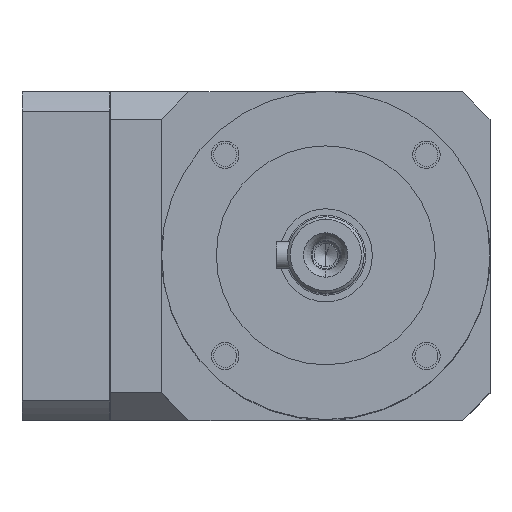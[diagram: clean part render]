
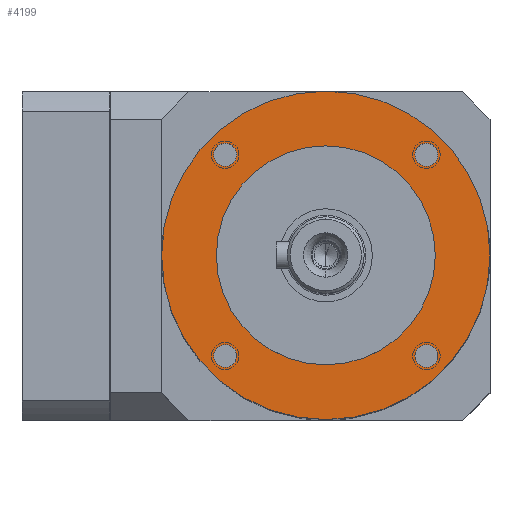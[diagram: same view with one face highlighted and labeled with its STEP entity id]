
A CAD part, top view. The second image highlights one B-rep face of the part: STEP entity #4199.
In plain terms, the highlighted planar face has unit normal (0, 0, 1).
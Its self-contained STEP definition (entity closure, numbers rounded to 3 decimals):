
#181=CARTESIAN_POINT('',(55.5,0.,107.));
#182=DIRECTION('',(0.,0.,1.));
#183=DIRECTION('',(0.,-1.,0.));
#184=AXIS2_PLACEMENT_3D('',#181,#182,#183);
#191=CARTESIAN_POINT('',(73.885,18.385,107.));
#192=DIRECTION('',(0.,0.,-1.));
#193=DIRECTION('',(0.,1.,0.));
#194=AXIS2_PLACEMENT_3D('',#191,#192,#193);
#196=CARTESIAN_POINT('',(73.885,18.385,107.));
#197=DIRECTION('',(0.,0.,-1.));
#198=DIRECTION('',(0.,-1.,0.));
#199=AXIS2_PLACEMENT_3D('',#196,#197,#198);
#201=CARTESIAN_POINT('',(73.885,-18.385,107.));
#202=DIRECTION('',(0.,0.,-1.));
#203=DIRECTION('',(1.,0.,0.));
#204=AXIS2_PLACEMENT_3D('',#201,#202,#203);
#206=CARTESIAN_POINT('',(73.885,-18.385,107.));
#207=DIRECTION('',(0.,0.,-1.));
#208=DIRECTION('',(-1.,0.,0.));
#209=AXIS2_PLACEMENT_3D('',#206,#207,#208);
#211=CARTESIAN_POINT('',(37.115,-18.385,107.));
#212=DIRECTION('',(0.,0.,-1.));
#213=DIRECTION('',(0.,-1.,0.));
#214=AXIS2_PLACEMENT_3D('',#211,#212,#213);
#216=CARTESIAN_POINT('',(37.115,-18.385,107.));
#217=DIRECTION('',(0.,0.,-1.));
#218=DIRECTION('',(0.,1.,0.));
#219=AXIS2_PLACEMENT_3D('',#216,#217,#218);
#221=CARTESIAN_POINT('',(37.115,18.385,107.));
#222=DIRECTION('',(0.,0.,-1.));
#223=DIRECTION('',(-1.,0.,0.));
#224=AXIS2_PLACEMENT_3D('',#221,#222,#223);
#226=CARTESIAN_POINT('',(37.115,18.385,107.));
#227=DIRECTION('',(0.,0.,-1.));
#228=DIRECTION('',(1.,0.,0.));
#229=AXIS2_PLACEMENT_3D('',#226,#227,#228);
#231=CARTESIAN_POINT('',(55.5,0.,107.));
#232=DIRECTION('',(0.,0.,1.));
#233=DIRECTION('',(-1.,0.,0.));
#234=AXIS2_PLACEMENT_3D('',#231,#232,#233);
#244=CARTESIAN_POINT('',(55.5,0.,107.));
#245=DIRECTION('',(0.,0.,-1.));
#246=DIRECTION('',(-1.,0.,0.));
#247=AXIS2_PLACEMENT_3D('',#244,#245,#246);
#2823=CARTESIAN_POINT('',(55.5,0.,107.));
#2824=DIRECTION('',(0.,0.,1.));
#2825=DIRECTION('',(0.,1.,0.));
#2826=AXIS2_PLACEMENT_3D('',#2823,#2824,#2825);
#3124=CARTESIAN_POINT('',(25.5,0.,107.));
#3126=VERTEX_POINT('',#3124);
#3128=CARTESIAN_POINT('',(85.5,0.,107.));
#3130=VERTEX_POINT('',#3128);
#3132=CARTESIAN_POINT('',(55.5,-20.,107.));
#3133=CARTESIAN_POINT('',(55.5,20.,107.));
#3134=VERTEX_POINT('',#3132);
#3135=VERTEX_POINT('',#3133);
#3140=CARTESIAN_POINT('',(73.885,20.485,107.));
#3141=CARTESIAN_POINT('',(73.885,16.285,107.));
#3142=VERTEX_POINT('',#3140);
#3143=VERTEX_POINT('',#3141);
#3148=CARTESIAN_POINT('',(75.985,-18.385,107.));
#3149=VERTEX_POINT('',#3148);
#3150=CARTESIAN_POINT('',(71.785,-18.385,107.));
#3151=VERTEX_POINT('',#3150);
#3156=CARTESIAN_POINT('',(37.115,-20.485,107.));
#3157=VERTEX_POINT('',#3156);
#3158=CARTESIAN_POINT('',(37.115,-16.285,107.));
#3159=VERTEX_POINT('',#3158);
#3164=CARTESIAN_POINT('',(35.015,18.385,107.));
#3165=VERTEX_POINT('',#3164);
#3166=CARTESIAN_POINT('',(39.215,18.385,107.));
#3167=VERTEX_POINT('',#3166);
#4159=CARTESIAN_POINT('',(55.5,0.,107.));
#4160=DIRECTION('',(0.,0.,1.));
#4161=DIRECTION('',(1.,0.,0.));
#4162=AXIS2_PLACEMENT_3D('',#4159,#4160,#4161);
#4163=PLANE('',#4162);
#4165=ORIENTED_EDGE('',*,*,#4164,.F.);
#4167=ORIENTED_EDGE('',*,*,#4166,.T.);
#4168=EDGE_LOOP('',(#4165,#4167));
#4169=FACE_OUTER_BOUND('',#4168,.F.);
#4170=ORIENTED_EDGE('',*,*,#4149,.T.);
#4172=ORIENTED_EDGE('',*,*,#4171,.T.);
#4173=EDGE_LOOP('',(#4170,#4172));
#4174=FACE_BOUND('',#4173,.F.);
#4176=ORIENTED_EDGE('',*,*,#4175,.F.);
#4178=ORIENTED_EDGE('',*,*,#4177,.F.);
#4179=EDGE_LOOP('',(#4176,#4178));
#4180=FACE_BOUND('',#4179,.F.);
#4182=ORIENTED_EDGE('',*,*,#4181,.F.);
#4184=ORIENTED_EDGE('',*,*,#4183,.F.);
#4185=EDGE_LOOP('',(#4182,#4184));
#4186=FACE_BOUND('',#4185,.F.);
#4188=ORIENTED_EDGE('',*,*,#4187,.F.);
#4190=ORIENTED_EDGE('',*,*,#4189,.F.);
#4191=EDGE_LOOP('',(#4188,#4190));
#4192=FACE_BOUND('',#4191,.F.);
#4194=ORIENTED_EDGE('',*,*,#4193,.F.);
#4196=ORIENTED_EDGE('',*,*,#4195,.F.);
#4197=EDGE_LOOP('',(#4194,#4196));
#4198=FACE_BOUND('',#4197,.F.);
#185=CIRCLE('',#184,20.);
#195=CIRCLE('',#194,2.1);
#200=CIRCLE('',#199,2.1);
#205=CIRCLE('',#204,2.1);
#210=CIRCLE('',#209,2.1);
#215=CIRCLE('',#214,2.1);
#220=CIRCLE('',#219,2.1);
#225=CIRCLE('',#224,2.1);
#230=CIRCLE('',#229,2.1);
#235=CIRCLE('',#234,30.);
#248=CIRCLE('',#247,30.);
#2827=CIRCLE('',#2826,20.);
#4149=EDGE_CURVE('',#3134,#3135,#185,.T.);
#4164=EDGE_CURVE('',#3126,#3130,#235,.T.);
#4166=EDGE_CURVE('',#3126,#3130,#248,.T.);
#4171=EDGE_CURVE('',#3135,#3134,#2827,.T.);
#4175=EDGE_CURVE('',#3142,#3143,#195,.T.);
#4177=EDGE_CURVE('',#3143,#3142,#200,.T.);
#4181=EDGE_CURVE('',#3149,#3151,#205,.T.);
#4183=EDGE_CURVE('',#3151,#3149,#210,.T.);
#4187=EDGE_CURVE('',#3157,#3159,#215,.T.);
#4189=EDGE_CURVE('',#3159,#3157,#220,.T.);
#4193=EDGE_CURVE('',#3165,#3167,#225,.T.);
#4195=EDGE_CURVE('',#3167,#3165,#230,.T.);
#4199=ADVANCED_FACE('',(#4169,#4174,#4180,#4186,#4192,#4198),#4163,.T.);
